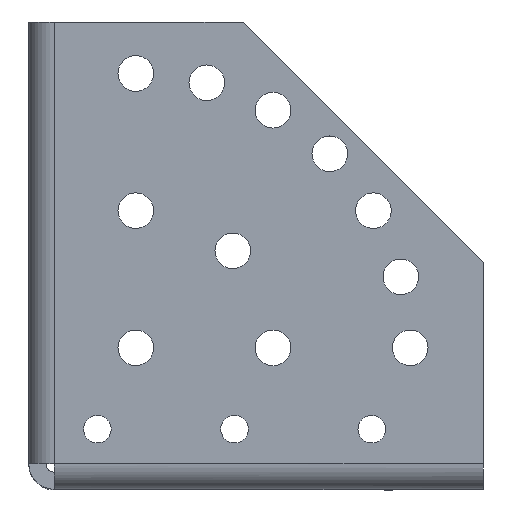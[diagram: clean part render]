
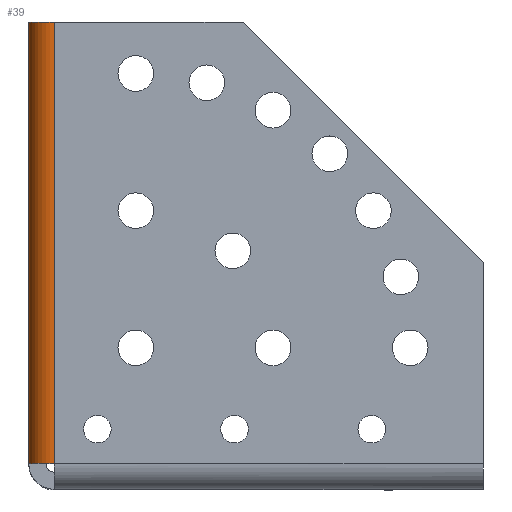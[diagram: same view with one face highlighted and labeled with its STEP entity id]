
A CAD part, top view. The second image highlights one B-rep face of the part: STEP entity #39.
In plain terms, the highlighted cylindrical face has radius 4.763 mm (diameter 9.525 mm), a partial arc.
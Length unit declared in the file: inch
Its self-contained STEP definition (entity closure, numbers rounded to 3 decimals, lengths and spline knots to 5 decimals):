
#39 = ADVANCED_FACE ( 'NONE', ( #1094 ), #1093, .T. ) ;
#383 = CARTESIAN_POINT ( 'NONE',  ( -1.46384, 0.1875, 1.48865 ) ) ;
#386 = CARTESIAN_POINT ( 'NONE',  ( -1.46384, 3.5625, 1.67615 ) ) ;
#389 = DIRECTION ( 'NONE',  ( 0., -1., 0. ) ) ;
#390 = DIRECTION ( 'NONE',  ( 0., 0., -1. ) ) ;
#391 = CARTESIAN_POINT ( 'NONE',  ( -1.65134, 3.5625, 1.48865 ) ) ;
#393 = DIRECTION ( 'NONE',  ( 0., 1., 0. ) ) ;
#395 = DIRECTION ( 'NONE',  ( 0., -1., 0. ) ) ;
#816 = EDGE_LOOP ( 'NONE', ( #1751, #3241, #1682, #1675 ) ) ;
#1093 = CYLINDRICAL_SURFACE ( 'NONE', #3642, 0.1875 ) ;
#1094 = FACE_OUTER_BOUND ( 'NONE', #816, .T. ) ;
#1468 = VERTEX_POINT ( 'NONE', #3885 ) ;
#1469 = VERTEX_POINT ( 'NONE', #3890 ) ;
#1470 = VERTEX_POINT ( 'NONE', #3891 ) ;
#1527 = CIRCLE ( 'NONE', #2572, 0.1875 ) ;
#1675 = ORIENTED_EDGE ( 'NONE', *, *, #2274, .F. ) ;
#1682 = ORIENTED_EDGE ( 'NONE', *, *, #2276, .T. ) ;
#1751 = ORIENTED_EDGE ( 'NONE', *, *, #2275, .T. ) ;
#2040 = CARTESIAN_POINT ( 'NONE',  ( -1.46384, 3.5625, 1.48865 ) ) ;
#2045 = DIRECTION ( 'NONE',  ( 0., 0., 1. ) ) ;
#2048 = DIRECTION ( 'NONE',  ( 0., 1., 0. ) ) ;
#2274 = EDGE_CURVE ( 'NONE', #1468, #3800, #3395, .T. ) ;
#2275 = EDGE_CURVE ( 'NONE', #1468, #1470, #3394, .T. ) ;
#2276 = EDGE_CURVE ( 'NONE', #1469, #3800, #3388, .T. ) ;
#2572 = AXIS2_PLACEMENT_3D ( 'NONE', #2936, #2945, #2946 ) ;
#2936 = CARTESIAN_POINT ( 'NONE',  ( -1.46384, 3.405, 1.48865 ) ) ;
#2945 = DIRECTION ( 'NONE',  ( 0., 1., 0. ) ) ;
#2946 = DIRECTION ( 'NONE',  ( 0., 0., -1. ) ) ;
#2994 = CARTESIAN_POINT ( 'NONE',  ( -1.65134, 0.1875, 1.48865 ) ) ;
#3241 = ORIENTED_EDGE ( 'NONE', *, *, #3584, .F. ) ;
#3386 = VECTOR ( 'NONE', #393, 39.37008 ) ;
#3388 = LINE ( 'NONE', #391, #3396 ) ;
#3394 = LINE ( 'NONE', #386, #3386 ) ;
#3395 = CIRCLE ( 'NONE', #4017, 0.1875 ) ;
#3396 = VECTOR ( 'NONE', #395, 39.37008 ) ;
#3584 = EDGE_CURVE ( 'NONE', #1469, #1470, #1527, .T. ) ;
#3642 = AXIS2_PLACEMENT_3D ( 'NONE', #2040, #2048, #2045 ) ;
#3800 = VERTEX_POINT ( 'NONE', #2994 ) ;
#3885 = CARTESIAN_POINT ( 'NONE',  ( -1.46384, 0.1875, 1.67615 ) ) ;
#3890 = CARTESIAN_POINT ( 'NONE',  ( -1.65134, 3.405, 1.48865 ) ) ;
#3891 = CARTESIAN_POINT ( 'NONE',  ( -1.46384, 3.405, 1.67615 ) ) ;
#4017 = AXIS2_PLACEMENT_3D ( 'NONE', #383, #389, #390 ) ;
